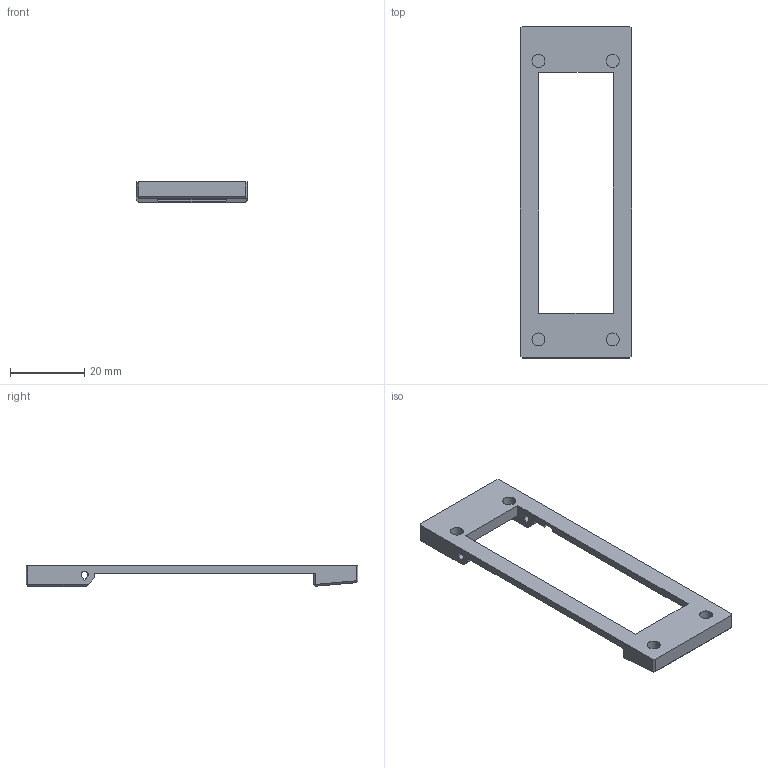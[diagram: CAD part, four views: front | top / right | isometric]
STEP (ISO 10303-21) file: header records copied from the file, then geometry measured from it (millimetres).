
FILE_DESCRIPTION(('HOOPS Exchange Step'),'2;1');
FILE_NAME('temp_export','2024-07-11T01:11:43-16:00',('13271'),('Shapr3D Limited'),'HOOPS Exchange 2024.2','Shapr3D','Authorized');
FILE_SCHEMA( ('AUTOMOTIVE_DESIGN { 1 0 10303 214 1 1 1 1 }') );
Length unit declared in the file: millimetre
Products named in the file (1): foot_l
Bounding box: 30 x 89.4 x 5.51 mm (x, y, z)
Volume: 4926 mm3; surface area: 4419 mm2
Topology: 1 solids, 1 shells, 72 faces, 177 edges, 112 vertices
Faces by surface type: plane 64, cylinder 8
Full cylindrical faces by diameter (mm): 3.5 x4
Entity records: 2109 total; most frequent: CARTESIAN_POINT 362, ORIENTED_EDGE 354, DIRECTION 339, EDGE_CURVE 177, VECTOR 161, LINE 161, VERTEX_POINT 112, AXIS2_PLACEMENT_3D 89
